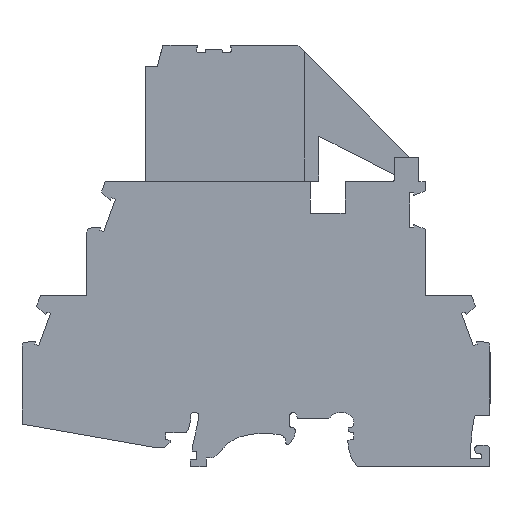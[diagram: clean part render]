
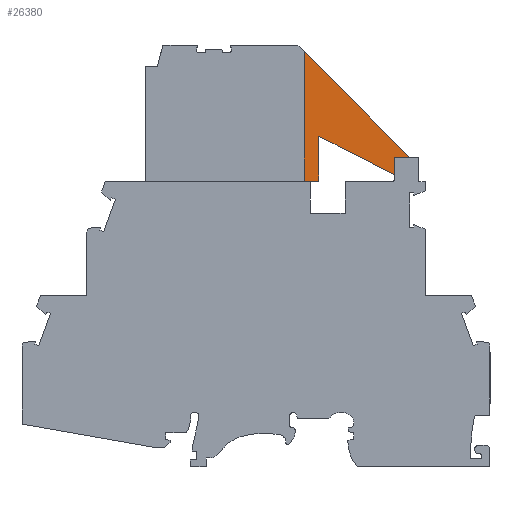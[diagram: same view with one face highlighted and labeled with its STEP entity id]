
A CAD part, left-side view. The second image highlights one B-rep face of the part: STEP entity #26380.
In plain terms, the highlighted face is planar.
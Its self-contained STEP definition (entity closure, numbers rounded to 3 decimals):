
#23160=CARTESIAN_POINT('',(-465.705,422.591,
-3.599));
#23170=VERTEX_POINT('',#23160);
#23220=CARTESIAN_POINT('',(-465.705,0.,
-3.599));
#23230=DIRECTION('',(0.,-1.,0.));
#23240=VECTOR('',#23230,1.);
#23250=LINE('',#23220,#23240);
#23260=CARTESIAN_POINT('',(-465.705,430.888,
-3.599));
#23270=VERTEX_POINT('',#23260);
#23280=EDGE_CURVE('',#23270,#23170,#23250,.T.);
#24510=CARTESIAN_POINT('',(1728.597,1548.941,
-3.599));
#24520=DIRECTION('',(0.891,0.454,
0.));
#24530=VECTOR('',#24520,1.);
#24540=LINE('',#24510,#24530);
#24550=CARTESIAN_POINT('',(-479.705,423.755,
-3.599));
#24560=VERTEX_POINT('',#24550);
#24570=EDGE_CURVE('',#24560,#23270,#24540,.T.);
#25060=CARTESIAN_POINT('',(-482.4,426.991,
-3.599));
#25070=VERTEX_POINT('',#25060);
#25100=CARTESIAN_POINT('',(-3093.311,-2207.857,
-3.599));
#25110=DIRECTION('',(-0.704,-0.71,
0.));
#25120=VECTOR('',#25110,1.);
#25130=LINE('',#25100,#25120);
#25140=CARTESIAN_POINT('',(-463.005,446.564,
-3.599));
#25150=VERTEX_POINT('',#25140);
#25160=EDGE_CURVE('',#25150,#25070,#25130,.T.);
#25830=CARTESIAN_POINT('',(-479.705,0.,
-3.599));
#25840=DIRECTION('',(0.,-1.,0.));
#25850=VECTOR('',#25840,1.);
#25860=LINE('',#25830,#25850);
#25870=CARTESIAN_POINT('',(-479.705,426.991,
-3.599));
#25880=VERTEX_POINT('',#25870);
#25890=EDGE_CURVE('',#25880,#24560,#25860,.T.);
#26070=CARTESIAN_POINT('',(-466.961,433.171,
-3.599));
#26080=DIRECTION('',(0.,0.,1.));
#26090=DIRECTION('',(1.,0.,0.));
#26100=AXIS2_PLACEMENT_3D('',#26070,#26080,#26090);
#26110=PLANE('',#26100);
#26120=ORIENTED_EDGE('',*,*,#25890,.F.);
#26130=ORIENTED_EDGE('',*,*,#24570,.F.);
#26140=ORIENTED_EDGE('',*,*,#23280,.F.);
#26150=CARTESIAN_POINT('',(0.,422.591,
-3.599));
#26160=DIRECTION('',(1.,0.,0.));
#26170=VECTOR('',#26160,1.);
#26180=LINE('',#26150,#26170);
#26190=CARTESIAN_POINT('',(-463.005,422.591,
-3.599));
#26200=VERTEX_POINT('',#26190);
#26210=EDGE_CURVE('',#23170,#26200,#26180,.T.);
#26220=ORIENTED_EDGE('',*,*,#26210,.F.);
#26230=CARTESIAN_POINT('',(-463.005,-2207.857,
-3.599));
#26240=DIRECTION('',(0.,1.,0.));
#26250=VECTOR('',#26240,1.);
#26260=LINE('',#26230,#26250);
#26270=EDGE_CURVE('',#26200,#25150,#26260,.T.);
#26280=ORIENTED_EDGE('',*,*,#26270,.F.);
#26290=ORIENTED_EDGE('',*,*,#25160,.F.);
#26300=CARTESIAN_POINT('',(0.,426.991,
-3.599));
#26310=DIRECTION('',(1.,0.,0.));
#26320=VECTOR('',#26310,1.);
#26330=LINE('',#26300,#26320);
#26340=EDGE_CURVE('',#25070,#25880,#26330,.T.);
#26350=ORIENTED_EDGE('',*,*,#26340,.F.);
#26360=EDGE_LOOP('',(#26350,#26290,#26280,#26220,#26140,#26130,#26120));
#26370=FACE_OUTER_BOUND('',#26360,.T.);
#26380=ADVANCED_FACE('',(#26370),#26110,.F.);
